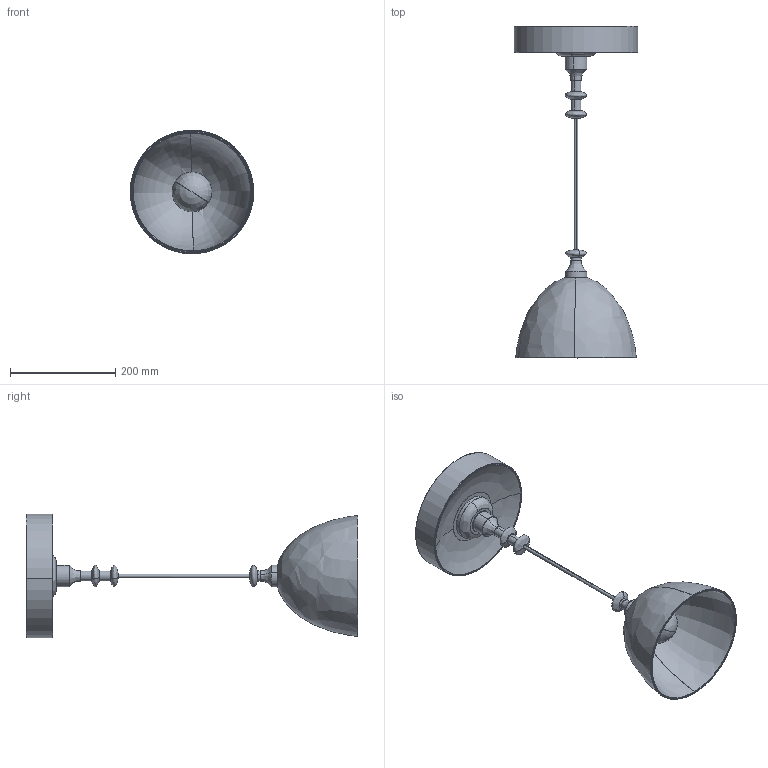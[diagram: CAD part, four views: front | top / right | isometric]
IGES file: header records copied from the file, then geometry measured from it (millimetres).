
Start section: SolidWorks IGES file using analytic representation for surfaces
Global section: file name: DELPC - Del Playa Single Pendant Corded.IGS; native system: SolidWorks 2022; preprocessor: SolidWorks 2022; author: Alex Harrington; date: 240201.121755; units: millimetre
Bounding box: 234.74 x 631.52 x 234.69 mm (x, y, z)
Surface area: 386082.7 mm2 (no closed solid volume)
Topology: 0 solids, 0 shells, 80 faces, 1246 edges, 1245 vertices
Faces by surface type: bspline 46, revolution 34
